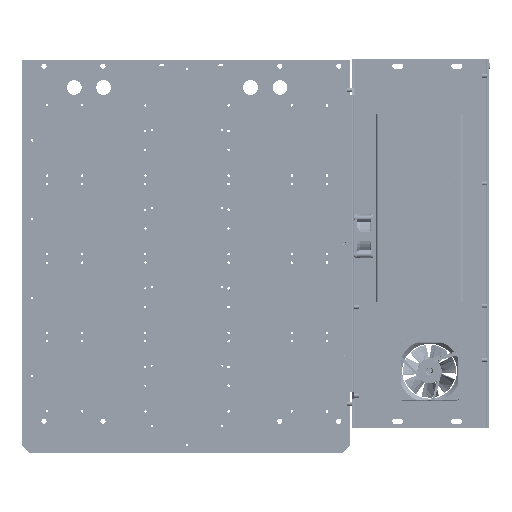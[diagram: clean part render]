
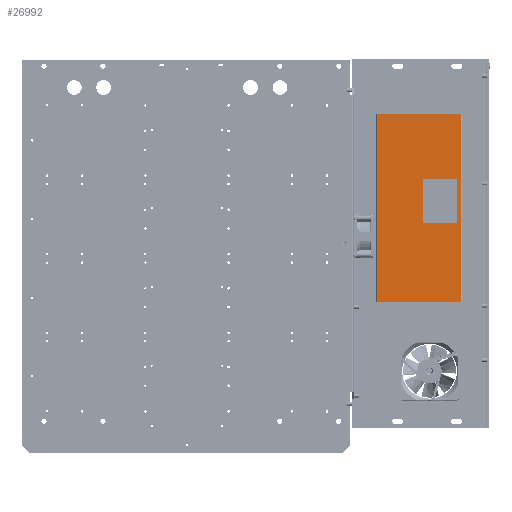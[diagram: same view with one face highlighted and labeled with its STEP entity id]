
A CAD part, top view. The second image highlights one B-rep face of the part: STEP entity #26992.
In plain terms, the highlighted face is planar.
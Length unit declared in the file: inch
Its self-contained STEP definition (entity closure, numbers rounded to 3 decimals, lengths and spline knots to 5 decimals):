
#373 = CARTESIAN_POINT ( 'NONE',  ( -3.20866, 4.17713, -2.65785 ) ) ;
#2539 = CIRCLE ( 'NONE', #76382, 0.23622 ) ;
#4429 = DIRECTION ( 'NONE',  ( 1., 0., 0. ) ) ;
#4782 = DIRECTION ( 'NONE',  ( 0., 0., -1. ) ) ;
#6117 = DIRECTION ( 'NONE',  ( 0., 0., 1. ) ) ;
#6259 = EDGE_CURVE ( 'NONE', #64031, #104253, #67641, .T. ) ;
#7029 = VERTEX_POINT ( 'NONE', #34041 ) ;
#7613 = AXIS2_PLACEMENT_3D ( 'NONE', #80261, #37638, #87462 ) ;
#7631 = CARTESIAN_POINT ( 'NONE',  ( -3.20866, 4.17713, -3.76021 ) ) ;
#7884 = DIRECTION ( 'NONE',  ( 0., -1., 0. ) ) ;
#8644 = AXIS2_PLACEMENT_3D ( 'NONE', #14689, #79399, #95543 ) ;
#10074 = CIRCLE ( 'NONE', #7613, 0.23622 ) ;
#10499 = VERTEX_POINT ( 'NONE', #25208 ) ;
#12747 = CARTESIAN_POINT ( 'NONE',  ( -3.20866, 2.3858, -2.57911 ) ) ;
#12991 = LINE ( 'NONE', #55246, #68621 ) ;
#13086 = CARTESIAN_POINT ( 'NONE',  ( -3.20866, 2.75981, -2.89407 ) ) ;
#14487 = CARTESIAN_POINT ( 'NONE',  ( -3.20866, 2.52359, -2.89407 ) ) ;
#14689 = CARTESIAN_POINT ( 'NONE',  ( -3.20866, 4.49209, -4.07517 ) ) ;
#18208 = CIRCLE ( 'NONE', #41150, 0.05906 ) ;
#18253 = DIRECTION ( 'NONE',  ( -1., 0., 0. ) ) ;
#18761 = VERTEX_POINT ( 'NONE', #12747 ) ;
#20700 = CARTESIAN_POINT ( 'NONE',  ( -3.20866, 4.41335, -2.89407 ) ) ;
#21039 = EDGE_CURVE ( 'NONE', #30467, #30467, #90290, .T. ) ;
#21226 = FACE_BOUND ( 'NONE', #49735, .T. ) ;
#22859 = DIRECTION ( 'NONE',  ( 0., 0., -1. ) ) ;
#23095 = ORIENTED_EDGE ( 'NONE', *, *, #34439, .F. ) ;
#24304 = LINE ( 'NONE', #14487, #88866 ) ;
#25208 = CARTESIAN_POINT ( 'NONE',  ( -3.20866, 8.85837, -0.0315 ) ) ;
#26848 = DIRECTION ( 'NONE',  ( 0., 1., 0. ) ) ;
#26992 = ADVANCED_FACE ( 'NONE', ( #71618, #62601, #41846, #21226, #105134, #81987 ), #98853, .T. ) ;
#28417 = VERTEX_POINT ( 'NONE', #20700 ) ;
#28758 = EDGE_CURVE ( 'NONE', #35781, #28417, #12991, .T. ) ;
#28816 = CARTESIAN_POINT ( 'NONE',  ( -3.20866, 2.3858, -4.07517 ) ) ;
#28934 = CARTESIAN_POINT ( 'NONE',  ( -3.20866, 4.17713, -2.65785 ) ) ;
#29094 = EDGE_CURVE ( 'NONE', #67908, #80557, #53142, .T. ) ;
#29550 = CARTESIAN_POINT ( 'NONE',  ( -3.20866, 8.85837, -4.45669 ) ) ;
#29806 = EDGE_CURVE ( 'NONE', #39102, #87471, #2539, .T. ) ;
#30199 = VECTOR ( 'NONE', #33002, 39.37008 ) ;
#30467 = VERTEX_POINT ( 'NONE', #63958 ) ;
#31398 = ORIENTED_EDGE ( 'NONE', *, *, #87736, .T. ) ;
#32074 = EDGE_LOOP ( 'NONE', ( #23095 ) ) ;
#33002 = DIRECTION ( 'NONE',  ( 0., -1., 0. ) ) ;
#33652 = VERTEX_POINT ( 'NONE', #66598 ) ;
#34041 = CARTESIAN_POINT ( 'NONE',  ( -3.20866, 2.52359, -3.76021 ) ) ;
#34439 = EDGE_CURVE ( 'NONE', #18761, #18761, #94631, .T. ) ;
#35289 = ORIENTED_EDGE ( 'NONE', *, *, #82703, .T. ) ;
#35319 = DIRECTION ( 'NONE',  ( 0., 1., 0. ) ) ;
#35781 = VERTEX_POINT ( 'NONE', #65567 ) ;
#35999 = VERTEX_POINT ( 'NONE', #28934 ) ;
#37638 = DIRECTION ( 'NONE',  ( 1., 0., 0. ) ) ;
#37901 = AXIS2_PLACEMENT_3D ( 'NONE', #39158, #64146, #73140 ) ;
#38442 = DIRECTION ( 'NONE',  ( -1., 0., 0. ) ) ;
#38901 = LINE ( 'NONE', #373, #102168 ) ;
#39102 = VERTEX_POINT ( 'NONE', #47746 ) ;
#39158 = CARTESIAN_POINT ( 'NONE',  ( -3.20866, 2.44485, -2.57911 ) ) ;
#39851 = CARTESIAN_POINT ( 'NONE',  ( -3.20866, -1.181, -4.45669 ) ) ;
#41150 = AXIS2_PLACEMENT_3D ( 'NONE', #53986, #38442, #55065 ) ;
#41533 = LINE ( 'NONE', #46894, #54366 ) ;
#41846 = FACE_BOUND ( 'NONE', #32074, .T. ) ;
#42476 = DIRECTION ( 'NONE',  ( 0., -1., 0. ) ) ;
#42521 = CARTESIAN_POINT ( 'NONE',  ( -3.20866, 4.17713, -3.99643 ) ) ;
#45823 = EDGE_CURVE ( 'NONE', #28417, #35999, #67978, .T. ) ;
#46005 = EDGE_LOOP ( 'NONE', ( #63005 ) ) ;
#46894 = CARTESIAN_POINT ( 'NONE',  ( -3.20866, 8.85837, -14.87242 ) ) ;
#47746 = CARTESIAN_POINT ( 'NONE',  ( -3.20866, 2.75981, -2.65785 ) ) ;
#47866 = VERTEX_POINT ( 'NONE', #52472 ) ;
#48884 = EDGE_CURVE ( 'NONE', #64031, #10499, #41533, .T. ) ;
#49332 = EDGE_CURVE ( 'NONE', #33652, #33652, #18208, .T. ) ;
#49735 = EDGE_LOOP ( 'NONE', ( #83937 ) ) ;
#49774 = DIRECTION ( 'NONE',  ( 0., 0., 1. ) ) ;
#50304 = CARTESIAN_POINT ( 'NONE',  ( -3.20866, -1.181, -0.0315 ) ) ;
#51023 = CARTESIAN_POINT ( 'NONE',  ( -3.20866, 2.52359, -2.89407 ) ) ;
#51687 = ORIENTED_EDGE ( 'NONE', *, *, #45823, .T. ) ;
#52164 = ORIENTED_EDGE ( 'NONE', *, *, #21039, .F. ) ;
#52472 = CARTESIAN_POINT ( 'NONE',  ( -3.20866, -1.181, -0.0315 ) ) ;
#53142 = LINE ( 'NONE', #102064, #95663 ) ;
#53986 = CARTESIAN_POINT ( 'NONE',  ( -3.20866, 4.49209, -2.57911 ) ) ;
#54366 = VECTOR ( 'NONE', #79443, 39.37008 ) ;
#55065 = DIRECTION ( 'NONE',  ( 0., -1., 0. ) ) ;
#55246 = CARTESIAN_POINT ( 'NONE',  ( -3.20866, 4.41335, -3.76021 ) ) ;
#57362 = EDGE_LOOP ( 'NONE', ( #35289, #83166, #104940, #62845 ) ) ;
#57369 = DIRECTION ( 'NONE',  ( -1., 0., 0. ) ) ;
#58224 = ORIENTED_EDGE ( 'NONE', *, *, #87734, .T. ) ;
#60728 = CARTESIAN_POINT ( 'NONE',  ( -3.20866, -1.181, -4.45669 ) ) ;
#61059 = AXIS2_PLACEMENT_3D ( 'NONE', #7631, #73757, #74484 ) ;
#61740 = DIRECTION ( 'NONE',  ( 0., 0., -1. ) ) ;
#62601 = FACE_BOUND ( 'NONE', #46005, .T. ) ;
#62845 = ORIENTED_EDGE ( 'NONE', *, *, #6259, .T. ) ;
#63005 = ORIENTED_EDGE ( 'NONE', *, *, #99986, .F. ) ;
#63958 = CARTESIAN_POINT ( 'NONE',  ( -3.20866, 4.43304, -4.07517 ) ) ;
#64031 = VERTEX_POINT ( 'NONE', #29550 ) ;
#64146 = DIRECTION ( 'NONE',  ( -1., 0., 0. ) ) ;
#64780 = ORIENTED_EDGE ( 'NONE', *, *, #28758, .T. ) ;
#64897 = EDGE_CURVE ( 'NONE', #7029, #67908, #10074, .T. ) ;
#65567 = CARTESIAN_POINT ( 'NONE',  ( -3.20866, 4.41335, -3.76021 ) ) ;
#66598 = CARTESIAN_POINT ( 'NONE',  ( -3.20866, 4.43304, -2.57911 ) ) ;
#67641 = LINE ( 'NONE', #39851, #30199 ) ;
#67908 = VERTEX_POINT ( 'NONE', #100049 ) ;
#67932 = EDGE_CURVE ( 'NONE', #47866, #10499, #77795, .T. ) ;
#67978 = CIRCLE ( 'NONE', #98382, 0.23622 ) ;
#68621 = VECTOR ( 'NONE', #6117, 39.37008 ) ;
#69346 = CARTESIAN_POINT ( 'NONE',  ( -3.20866, 4.17713, -2.89407 ) ) ;
#70787 = CIRCLE ( 'NONE', #61059, 0.23622 ) ;
#71618 = FACE_BOUND ( 'NONE', #73253, .T. ) ;
#73140 = DIRECTION ( 'NONE',  ( 0., -1., 0. ) ) ;
#73253 = EDGE_LOOP ( 'NONE', ( #31398, #64780, #51687, #99079, #87684, #58224, #100910, #102533 ) ) ;
#73757 = DIRECTION ( 'NONE',  ( 1., 0., 0. ) ) ;
#73996 = VECTOR ( 'NONE', #26848, 39.37008 ) ;
#74484 = DIRECTION ( 'NONE',  ( 0., 0., -1. ) ) ;
#76382 = AXIS2_PLACEMENT_3D ( 'NONE', #13086, #4429, #4782 ) ;
#77795 = LINE ( 'NONE', #50304, #73996 ) ;
#79399 = DIRECTION ( 'NONE',  ( -1., 0., 0. ) ) ;
#79443 = DIRECTION ( 'NONE',  ( 0., 0., 1. ) ) ;
#80261 = CARTESIAN_POINT ( 'NONE',  ( -3.20866, 2.75981, -3.76021 ) ) ;
#80557 = VERTEX_POINT ( 'NONE', #42521 ) ;
#81987 = FACE_OUTER_BOUND ( 'NONE', #57362, .T. ) ;
#82699 = EDGE_LOOP ( 'NONE', ( #52164 ) ) ;
#82703 = EDGE_CURVE ( 'NONE', #104253, #47866, #101399, .T. ) ;
#83166 = ORIENTED_EDGE ( 'NONE', *, *, #67932, .T. ) ;
#83308 = CARTESIAN_POINT ( 'NONE',  ( -3.20866, -1.181, -14.87242 ) ) ;
#83937 = ORIENTED_EDGE ( 'NONE', *, *, #49332, .F. ) ;
#87462 = DIRECTION ( 'NONE',  ( 0., 0., -1. ) ) ;
#87471 = VERTEX_POINT ( 'NONE', #51023 ) ;
#87684 = ORIENTED_EDGE ( 'NONE', *, *, #29806, .T. ) ;
#87734 = EDGE_CURVE ( 'NONE', #87471, #7029, #24304, .T. ) ;
#87736 = EDGE_CURVE ( 'NONE', #80557, #35781, #70787, .T. ) ;
#88866 = VECTOR ( 'NONE', #22859, 39.37008 ) ;
#89501 = CARTESIAN_POINT ( 'NONE',  ( -3.20866, -1.181, -14.87242 ) ) ;
#90290 = CIRCLE ( 'NONE', #8644, 0.05906 ) ;
#91409 = DIRECTION ( 'NONE',  ( 0., -1., 0. ) ) ;
#93339 = CARTESIAN_POINT ( 'NONE',  ( -3.20866, 2.44485, -4.07517 ) ) ;
#93569 = EDGE_CURVE ( 'NONE', #35999, #39102, #38901, .T. ) ;
#94631 = CIRCLE ( 'NONE', #37901, 0.05906 ) ;
#95543 = DIRECTION ( 'NONE',  ( 0., -1., 0. ) ) ;
#95663 = VECTOR ( 'NONE', #35319, 39.37008 ) ;
#97884 = CIRCLE ( 'NONE', #104666, 0.05906 ) ;
#98382 = AXIS2_PLACEMENT_3D ( 'NONE', #69346, #102829, #61740 ) ;
#98853 = PLANE ( 'NONE',  #105954 ) ;
#99079 = ORIENTED_EDGE ( 'NONE', *, *, #93569, .T. ) ;
#99986 = EDGE_CURVE ( 'NONE', #106256, #106256, #97884, .T. ) ;
#100049 = CARTESIAN_POINT ( 'NONE',  ( -3.20866, 2.75981, -3.99643 ) ) ;
#100910 = ORIENTED_EDGE ( 'NONE', *, *, #64897, .T. ) ;
#101399 = LINE ( 'NONE', #83308, #105280 ) ;
#102064 = CARTESIAN_POINT ( 'NONE',  ( -3.20866, 2.75981, -3.99643 ) ) ;
#102168 = VECTOR ( 'NONE', #91409, 39.37008 ) ;
#102533 = ORIENTED_EDGE ( 'NONE', *, *, #29094, .T. ) ;
#102829 = DIRECTION ( 'NONE',  ( 1., 0., 0. ) ) ;
#104253 = VERTEX_POINT ( 'NONE', #60728 ) ;
#104666 = AXIS2_PLACEMENT_3D ( 'NONE', #93339, #18253, #42476 ) ;
#104940 = ORIENTED_EDGE ( 'NONE', *, *, #48884, .F. ) ;
#105134 = FACE_BOUND ( 'NONE', #82699, .T. ) ;
#105280 = VECTOR ( 'NONE', #49774, 39.37008 ) ;
#105954 = AXIS2_PLACEMENT_3D ( 'NONE', #89501, #57369, #7884 ) ;
#106256 = VERTEX_POINT ( 'NONE', #28816 ) ;
